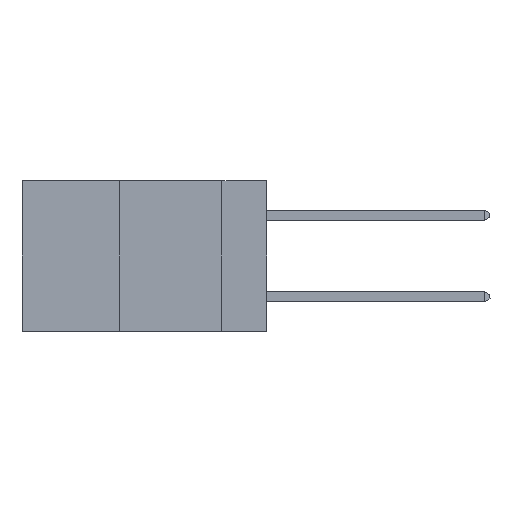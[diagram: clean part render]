
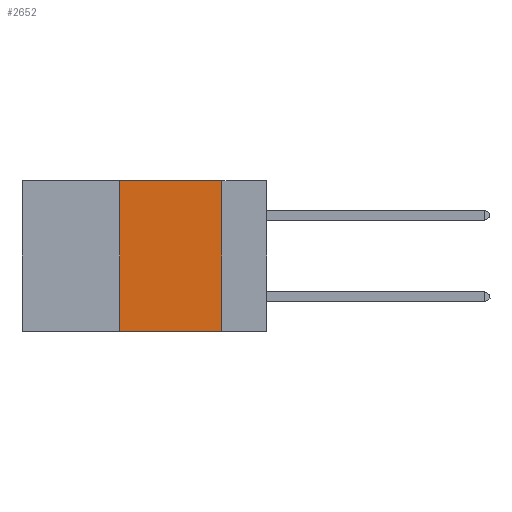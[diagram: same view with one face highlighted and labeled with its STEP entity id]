
A CAD part, left-side view. The second image highlights one B-rep face of the part: STEP entity #2652.
In plain terms, the highlighted planar face has unit normal (-1, 0, 0).
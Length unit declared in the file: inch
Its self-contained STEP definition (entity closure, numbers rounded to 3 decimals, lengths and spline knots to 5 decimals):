
#640 = VERTEX_POINT ( 'NONE', #5333 ) ;
#754 = EDGE_LOOP ( 'NONE', ( #10033, #1488, #9974, #1359 ) ) ;
#1192 = CARTESIAN_POINT ( 'NONE',  ( 0., 0.11, -0.37 ) ) ;
#1359 = ORIENTED_EDGE ( 'NONE', *, *, #4779, .T. ) ;
#1488 = ORIENTED_EDGE ( 'NONE', *, *, #1926, .F. ) ;
#1926 = EDGE_CURVE ( 'NONE', #9100, #5709, #3944, .T. ) ;
#2169 = DIRECTION ( 'NONE',  ( 0., -1., 0. ) ) ;
#2541 = CARTESIAN_POINT ( 'NONE',  ( 0., 0.6, 0. ) ) ;
#2652 = ADVANCED_FACE ( 'NONE', ( #4695 ), #3574, .F. ) ;
#2745 = CARTESIAN_POINT ( 'NONE',  ( 0., 0.6, -0.37 ) ) ;
#3574 = PLANE ( 'NONE',  #4252 ) ;
#3583 = CARTESIAN_POINT ( 'NONE',  ( 0., 0.11, 0. ) ) ;
#3651 = DIRECTION ( 'NONE',  ( 0., -1., 0. ) ) ;
#3944 = LINE ( 'NONE', #2541, #6870 ) ;
#4252 = AXIS2_PLACEMENT_3D ( 'NONE', #9540, #8763, #10439 ) ;
#4695 = FACE_OUTER_BOUND ( 'NONE', #754, .T. ) ;
#4779 = EDGE_CURVE ( 'NONE', #640, #9044, #9267, .T. ) ;
#4975 = CARTESIAN_POINT ( 'NONE',  ( 0., 0.11, 0. ) ) ;
#5333 = CARTESIAN_POINT ( 'NONE',  ( 0., 0.36, -0.37 ) ) ;
#5470 = CARTESIAN_POINT ( 'NONE',  ( 0., 0.36, 0. ) ) ;
#5507 = VECTOR ( 'NONE', #9549, 39.37008 ) ;
#5590 = DIRECTION ( 'NONE',  ( 0., 0., 1. ) ) ;
#5709 = VERTEX_POINT ( 'NONE', #4975 ) ;
#5832 = EDGE_CURVE ( 'NONE', #5709, #9044, #6842, .T. ) ;
#6842 = LINE ( 'NONE', #3583, #5507 ) ;
#6870 = VECTOR ( 'NONE', #2169, 39.37008 ) ;
#7341 = VECTOR ( 'NONE', #5590, 39.37008 ) ;
#8404 = EDGE_CURVE ( 'NONE', #640, #9100, #10253, .T. ) ;
#8763 = DIRECTION ( 'NONE',  ( 1., 0., 0. ) ) ;
#9027 = VECTOR ( 'NONE', #3651, 39.37008 ) ;
#9044 = VERTEX_POINT ( 'NONE', #1192 ) ;
#9100 = VERTEX_POINT ( 'NONE', #5470 ) ;
#9267 = LINE ( 'NONE', #2745, #9027 ) ;
#9540 = CARTESIAN_POINT ( 'NONE',  ( 0., 0.6, 0. ) ) ;
#9549 = DIRECTION ( 'NONE',  ( 0., 0., -1. ) ) ;
#9852 = CARTESIAN_POINT ( 'NONE',  ( 0., 0.36, 0. ) ) ;
#9974 = ORIENTED_EDGE ( 'NONE', *, *, #8404, .F. ) ;
#10033 = ORIENTED_EDGE ( 'NONE', *, *, #5832, .F. ) ;
#10253 = LINE ( 'NONE', #9852, #7341 ) ;
#10439 = DIRECTION ( 'NONE',  ( 0., 0., -1. ) ) ;
